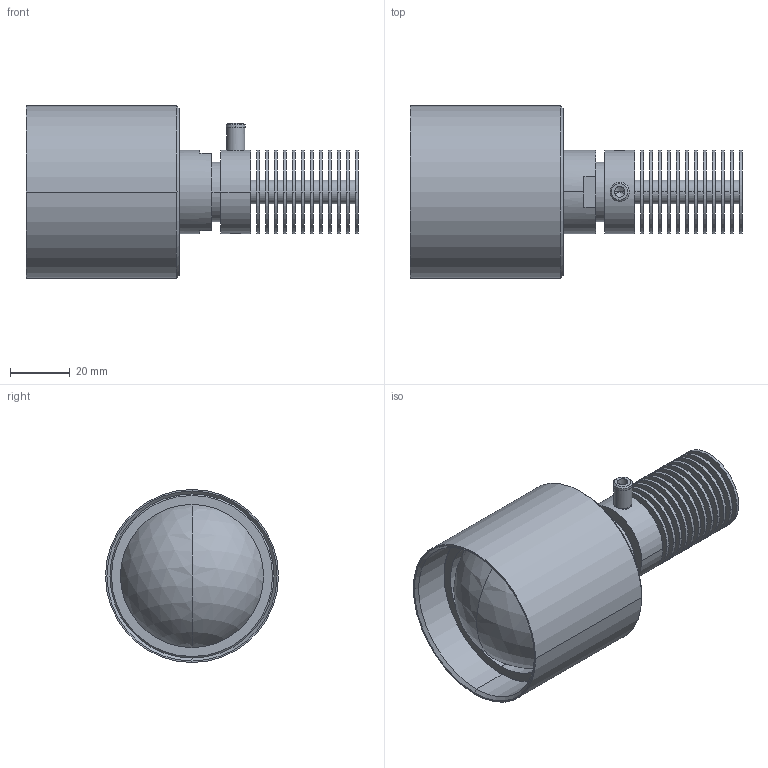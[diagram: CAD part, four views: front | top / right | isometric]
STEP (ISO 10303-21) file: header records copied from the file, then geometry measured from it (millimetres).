
FILE_DESCRIPTION((''),'2;1');
FILE_NAME('_LCS_TYPE_A-48','2018-01-05T',('zkm'),(''),'PRO/ENGINEER BY PARAMETRIC TECHNOLOGY CORPORATION, 2004110','PRO/ENGINEER BY PARAMETRIC TECHNOLOGY CORPORATION, 2004110','');
FILE_SCHEMA(('CONFIG_CONTROL_DESIGN'));
Length unit declared in the file: millimetre
Products named in the file (1): _LCS_TYPE_A-48
Bounding box: 111.3 x 58 x 58 mm (x, y, z)
Volume: 77536.1 mm3; surface area: 55281.6 mm2
Topology: 1 solids, 12 shells, 228 faces, 516 edges, 337 vertices
Faces by surface type: cylinder 136, plane 66, cone 24, sphere 2
Entity records: 6712 total; most frequent: CARTESIAN_POINT 1365, DIRECTION 1238, ORIENTED_EDGE 964, AXIS2_PLACEMENT_3D 531, EDGE_CURVE 502, VERTEX_POINT 337, CIRCLE 302, EDGE_LOOP 289
